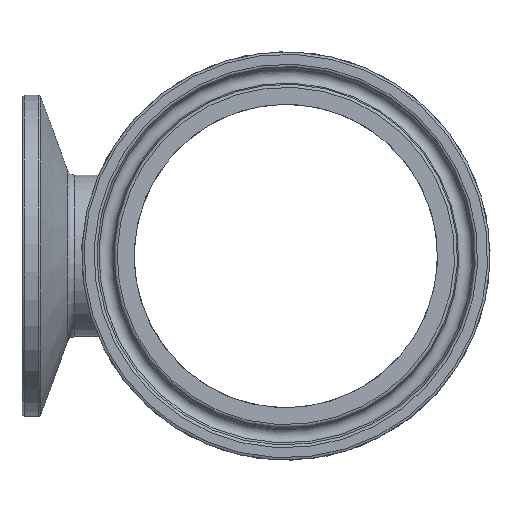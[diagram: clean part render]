
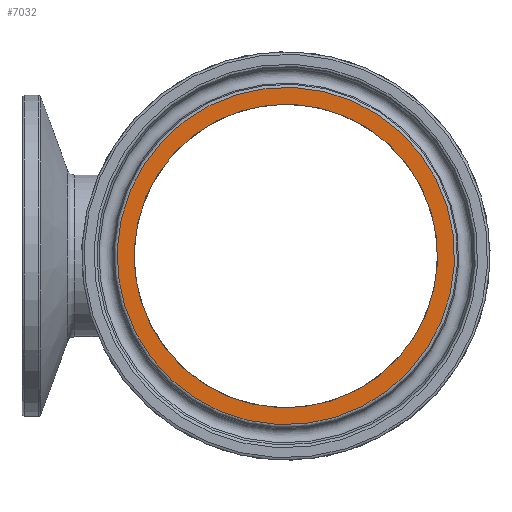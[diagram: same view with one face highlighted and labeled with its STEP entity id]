
A CAD part, left-side view. The second image highlights one B-rep face of the part: STEP entity #7032.
In plain terms, the highlighted planar face has unit normal (-1, 0, 0).
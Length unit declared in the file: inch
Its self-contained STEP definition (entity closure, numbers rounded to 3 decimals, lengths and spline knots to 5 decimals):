
#172=FACE_BOUND('',#1379,.T.);
#173=FACE_BOUND('',#1380,.T.);
#522=PLANE('',#7483);
#1379=EDGE_LOOP('',(#6533));
#1380=EDGE_LOOP('',(#6534));
#2829=CIRCLE('',#7473,0.935);
#2833=CIRCLE('',#7480,1.03916);
#3522=VERTEX_POINT('',#15326);
#3526=VERTEX_POINT('',#15337);
#4532=EDGE_CURVE('',#3522,#3522,#2829,.T.);
#4536=EDGE_CURVE('',#3526,#3526,#2833,.T.);
#6533=ORIENTED_EDGE('',*,*,#4532,.T.);
#6534=ORIENTED_EDGE('',*,*,#4536,.F.);
#7032=ADVANCED_FACE('',(#172,#173),#522,.T.);
#7473=AXIS2_PLACEMENT_3D('',#15327,#8822,#8823);
#7480=AXIS2_PLACEMENT_3D('',#15338,#8836,#8837);
#7483=AXIS2_PLACEMENT_3D('',#15342,#8842,#8843);
#8822=DIRECTION('center_axis',(1.,0.,0.));
#8823=DIRECTION('ref_axis',(0.,0.223,-0.975));
#8836=DIRECTION('center_axis',(1.,0.,0.));
#8837=DIRECTION('ref_axis',(0.,-0.975,-0.223));
#8842=DIRECTION('center_axis',(-1.,0.,0.));
#8843=DIRECTION('ref_axis',(0.,-0.223,0.975));
#15326=CARTESIAN_POINT('',(-2.5625,0.91138,0.20884));
#15327=CARTESIAN_POINT('Origin',(-2.5625,0.,0.));
#15337=CARTESIAN_POINT('',(-2.5625,1.0129,0.2321));
#15338=CARTESIAN_POINT('Origin',(-2.5625,0.,0.));
#15342=CARTESIAN_POINT('Origin',(-2.5625,1.02655,0.23523));
